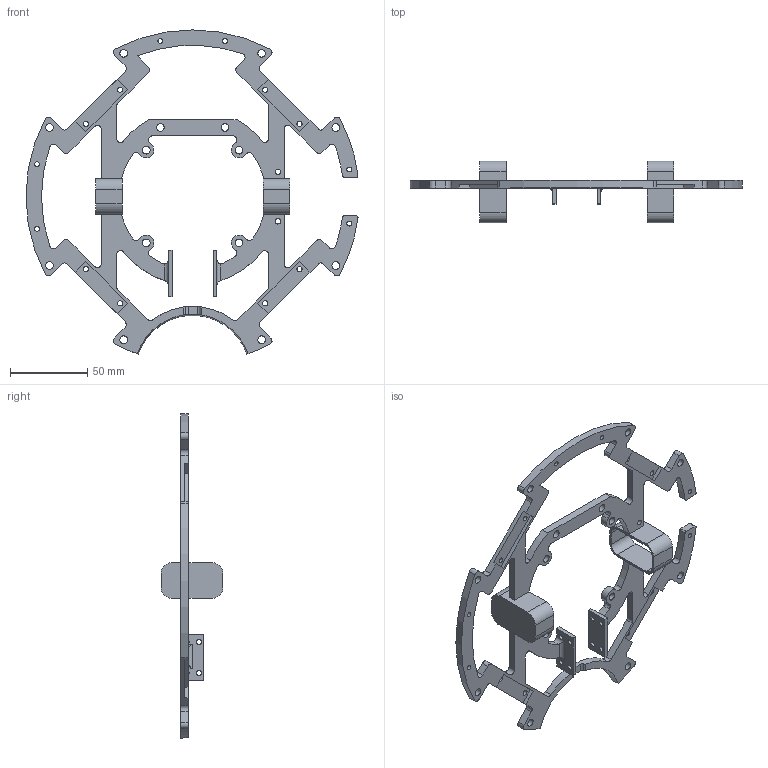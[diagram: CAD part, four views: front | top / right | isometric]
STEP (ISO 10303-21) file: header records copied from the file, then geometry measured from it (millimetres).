
FILE_DESCRIPTION(/* description */ (''),/* implementation_level */ '2;1');
FILE_NAME(/* name */ '[iot2][002][top][2].step',/* time_stamp */ '2024-10-29T23:09:19+09:00',/* author */ (''),/* organization */ (''),/* preprocessor_version */ 'ST-DEVELOPER v20',/* originating_system */ 'Autodesk Translation Framework v13.20.0.188',/* authorisation */ '');
FILE_SCHEMA (('AUTOMOTIVE_DESIGN { 1 0 10303 214 3 1 1 }'));
Length unit declared in the file: millimetre
Products named in the file (1): #8532
Bounding box: 215.14 x 40.16 x 210.12 mm (x, y, z)
Volume: 62440.6 mm3; surface area: 46084.1 mm2
Topology: 1 solids, 1 shells, 242 faces, 723 edges, 482 vertices
Faces by surface type: cylinder 144, plane 97, sphere 1
Full cylindrical faces by diameter (mm): 3.2 x14, 3.4 x8, 3.5 x2, 5 x14
Entity records: 8552 total; most frequent: CARTESIAN_POINT 1564, DIRECTION 1481, ORIENTED_EDGE 1446, EDGE_CURVE 723, AXIS2_PLACEMENT_3D 529, VERTEX_POINT 482, LINE 423, VECTOR 423
